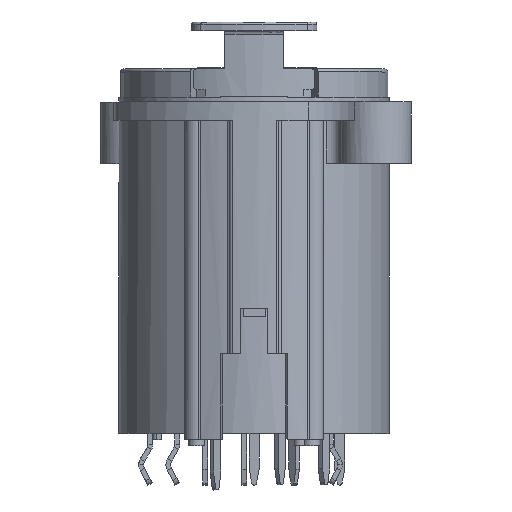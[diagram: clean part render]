
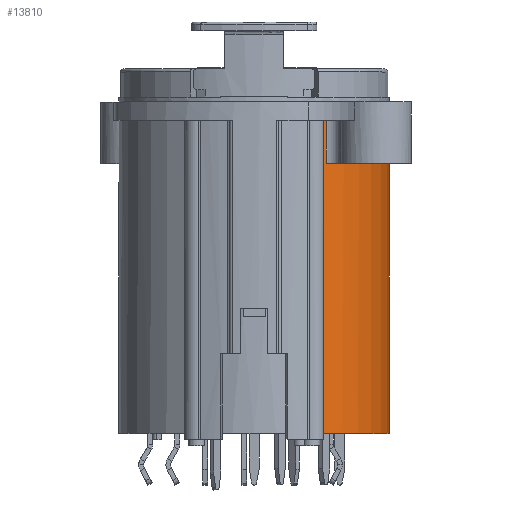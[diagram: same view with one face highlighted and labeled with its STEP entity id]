
A CAD part, top view. The second image highlights one B-rep face of the part: STEP entity #13810.
In plain terms, the highlighted cylindrical face has radius 11.022 mm (diameter 22.044 mm), a partial arc.
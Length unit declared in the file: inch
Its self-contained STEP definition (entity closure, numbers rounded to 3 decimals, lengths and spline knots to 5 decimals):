
#920=FACE_OUTER_BOUND('',#1662,.T.);
#1662=EDGE_LOOP('',(#8994,#8995,#8996,#8997,#8998,#8999,#9000,#9001,#9002,
#9003));
#2461=CIRCLE('',#14596,0.43394);
#2462=CIRCLE('',#14597,0.43394);
#2463=CIRCLE('',#14598,0.43394);
#2464=CIRCLE('',#14599,0.43394);
#2465=CIRCLE('',#14600,0.43394);
#2792=LINE('',#19046,#4231);
#2793=LINE('',#19050,#4232);
#2794=LINE('',#19054,#4233);
#2795=LINE('',#19058,#4234);
#2796=LINE('',#19062,#4235);
#4231=VECTOR('',#15613,0.3937);
#4232=VECTOR('',#15616,0.3937);
#4233=VECTOR('',#15619,0.3937);
#4234=VECTOR('',#15622,0.3937);
#4235=VECTOR('',#15625,0.3937);
#5691=VERTEX_POINT('',#19044);
#5692=VERTEX_POINT('',#19045);
#5693=VERTEX_POINT('',#19047);
#5694=VERTEX_POINT('',#19049);
#5695=VERTEX_POINT('',#19051);
#5696=VERTEX_POINT('',#19053);
#5697=VERTEX_POINT('',#19055);
#5698=VERTEX_POINT('',#19057);
#5699=VERTEX_POINT('',#19059);
#5700=VERTEX_POINT('',#19061);
#6993=EDGE_CURVE('',#5691,#5692,#2792,.T.);
#6994=EDGE_CURVE('',#5693,#5691,#2461,.T.);
#6995=EDGE_CURVE('',#5694,#5693,#2793,.T.);
#6996=EDGE_CURVE('',#5695,#5694,#2462,.T.);
#6997=EDGE_CURVE('',#5696,#5695,#2794,.T.);
#6998=EDGE_CURVE('',#5697,#5696,#2463,.T.);
#6999=EDGE_CURVE('',#5698,#5697,#2795,.T.);
#7000=EDGE_CURVE('',#5699,#5698,#2464,.T.);
#7001=EDGE_CURVE('',#5700,#5699,#2796,.T.);
#7002=EDGE_CURVE('',#5700,#5692,#2465,.T.);
#8994=ORIENTED_EDGE('',*,*,#6993,.F.);
#8995=ORIENTED_EDGE('',*,*,#6994,.F.);
#8996=ORIENTED_EDGE('',*,*,#6995,.F.);
#8997=ORIENTED_EDGE('',*,*,#6996,.F.);
#8998=ORIENTED_EDGE('',*,*,#6997,.F.);
#8999=ORIENTED_EDGE('',*,*,#6998,.F.);
#9000=ORIENTED_EDGE('',*,*,#6999,.F.);
#9001=ORIENTED_EDGE('',*,*,#7000,.F.);
#9002=ORIENTED_EDGE('',*,*,#7001,.F.);
#9003=ORIENTED_EDGE('',*,*,#7002,.T.);
#12952=CYLINDRICAL_SURFACE('',#14595,0.43394);
#13810=ADVANCED_FACE('',(#920),#12952,.T.);
#14595=AXIS2_PLACEMENT_3D('',#19043,#15611,#15612);
#14596=AXIS2_PLACEMENT_3D('',#19048,#15614,#15615);
#14597=AXIS2_PLACEMENT_3D('',#19052,#15617,#15618);
#14598=AXIS2_PLACEMENT_3D('',#19056,#15620,#15621);
#14599=AXIS2_PLACEMENT_3D('',#19060,#15623,#15624);
#14600=AXIS2_PLACEMENT_3D('',#19063,#15626,#15627);
#15611=DIRECTION('center_axis',(0.,-1.,0.));
#15612=DIRECTION('ref_axis',(1.,0.,0.));
#15613=DIRECTION('',(0.,-1.,0.));
#15614=DIRECTION('center_axis',(0.,1.,0.));
#15615=DIRECTION('ref_axis',(1.,0.,0.));
#15616=DIRECTION('',(0.,1.,0.));
#15617=DIRECTION('center_axis',(0.,1.,0.));
#15618=DIRECTION('ref_axis',(1.,0.,0.));
#15619=DIRECTION('',(0.,-1.,0.));
#15620=DIRECTION('center_axis',(0.,1.,0.));
#15621=DIRECTION('ref_axis',(1.,0.,0.));
#15622=DIRECTION('',(0.,1.,0.));
#15623=DIRECTION('center_axis',(0.,1.,0.));
#15624=DIRECTION('ref_axis',(1.,0.,0.));
#15625=DIRECTION('',(0.,1.,0.));
#15626=DIRECTION('center_axis',(0.,1.,0.));
#15627=DIRECTION('ref_axis',(1.,0.,0.));
#19043=CARTESIAN_POINT('Origin',(0.02082,0.02379,
0.58237));
#19044=CARTESIAN_POINT('',(0.25901,-0.05101,0.21964));
#19045=CARTESIAN_POINT('',(0.25901,-1.05466,0.21964));
#19046=CARTESIAN_POINT('',(0.25901,0.02379,0.21964));
#19047=CARTESIAN_POINT('',(0.39659,-0.05101,0.79941));
#19048=CARTESIAN_POINT('Origin',(0.02082,-0.05101,
0.58237));
#19049=CARTESIAN_POINT('',(0.39659,-0.1888,0.79941));
#19050=CARTESIAN_POINT('',(0.39659,0.02379,0.79941));
#19051=CARTESIAN_POINT('',(0.25176,-0.1888,0.94976));
#19052=CARTESIAN_POINT('Origin',(0.02082,-0.1888,
0.58237));
#19053=CARTESIAN_POINT('',(0.25176,-0.05101,0.94976));
#19054=CARTESIAN_POINT('',(0.25176,0.02379,0.94976));
#19055=CARTESIAN_POINT('',(0.24144,-0.05101,0.95604));
#19056=CARTESIAN_POINT('Origin',(0.02082,-0.05101,
0.58237));
#19057=CARTESIAN_POINT('',(0.24144,-0.42415,0.95604));
#19058=CARTESIAN_POINT('',(0.24144,0.02379,0.95604));
#19059=CARTESIAN_POINT('',(0.24099,-0.42415,0.95631));
#19060=CARTESIAN_POINT('Origin',(0.02082,-0.42415,
0.58237));
#19061=CARTESIAN_POINT('',(0.24099,-1.05466,0.95631));
#19062=CARTESIAN_POINT('',(0.24099,0.02379,0.95631));
#19063=CARTESIAN_POINT('Origin',(0.02082,-1.05466,0.58237));
